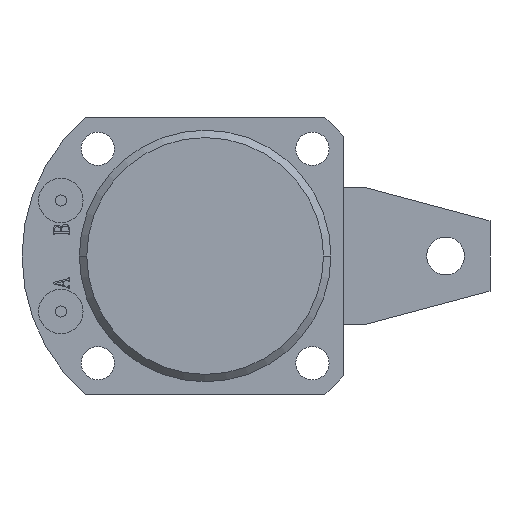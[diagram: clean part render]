
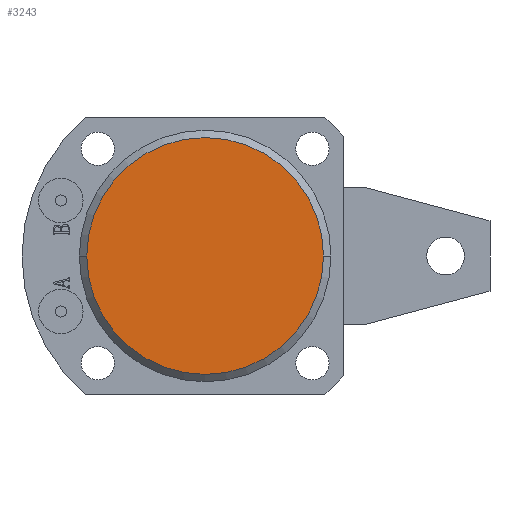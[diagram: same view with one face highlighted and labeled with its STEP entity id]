
A CAD part, front view. The second image highlights one B-rep face of the part: STEP entity #3243.
In plain terms, the highlighted face is planar.
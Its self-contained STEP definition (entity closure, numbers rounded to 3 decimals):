
#384 = DIRECTION ( 'NONE',  ( 1., 0., 0. ) ) ;
#385 = DIRECTION ( 'NONE',  ( 0., 0., 1. ) ) ;
#386 = CARTESIAN_POINT ( 'NONE',  ( 0., 0., 100. ) ) ;
#617 = CARTESIAN_POINT ( 'NONE',  ( -32., 0., 100. ) ) ;
#836 = CARTESIAN_POINT ( 'NONE',  ( 0., 0., 100. ) ) ;
#837 = DIRECTION ( 'NONE',  ( 0., 0., 1. ) ) ;
#838 = DIRECTION ( 'NONE',  ( 1., 0., 0. ) ) ;
#1168 = AXIS2_PLACEMENT_3D ( 'NONE', #386, #385, #384 ) ;
#1197 = AXIS2_PLACEMENT_3D ( 'NONE', #836, #837, #838 ) ;
#1609 = VERTEX_POINT ( 'NONE', #617 ) ;
#1804 = VERTEX_POINT ( 'NONE', #6527 ) ;
#1971 = ORIENTED_EDGE ( 'NONE', *, *, #5730, .T. ) ;
#1972 = ORIENTED_EDGE ( 'NONE', *, *, #5810, .T. ) ;
#3243 = ADVANCED_FACE ( 'NONE', ( #5722 ), #6859, .T. ) ;
#3568 = EDGE_LOOP ( 'NONE', ( #1971, #1972 ) ) ;
#5053 = CIRCLE ( 'NONE', #1168, 32. ) ;
#5722 = FACE_OUTER_BOUND ( 'NONE', #3568, .T. ) ;
#5730 = EDGE_CURVE ( 'NONE', #1609, #1804, #5053, .T. ) ;
#5810 = EDGE_CURVE ( 'NONE', #1804, #1609, #6047, .T. ) ;
#6047 = CIRCLE ( 'NONE', #1197, 32. ) ;
#6527 = CARTESIAN_POINT ( 'NONE',  ( 32., 0., 100. ) ) ;
#6856 = CARTESIAN_POINT ( 'NONE',  ( 0., 0., 100. ) ) ;
#6859 = PLANE ( 'NONE',  #7013 ) ;
#6861 = DIRECTION ( 'NONE',  ( 0., 0., 1. ) ) ;
#6862 = DIRECTION ( 'NONE',  ( 1., 0., 0. ) ) ;
#7013 = AXIS2_PLACEMENT_3D ( 'NONE', #6856, #6861, #6862 ) ;
